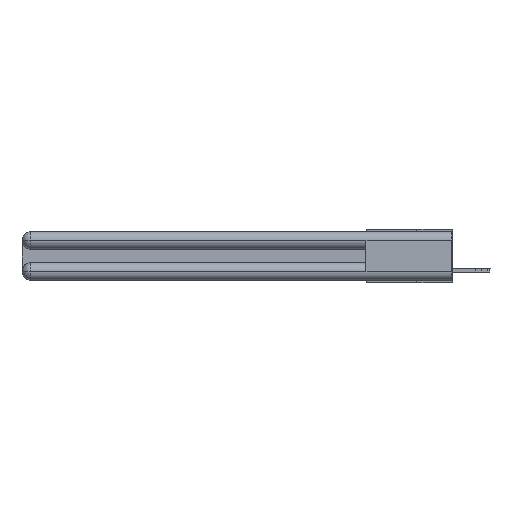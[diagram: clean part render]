
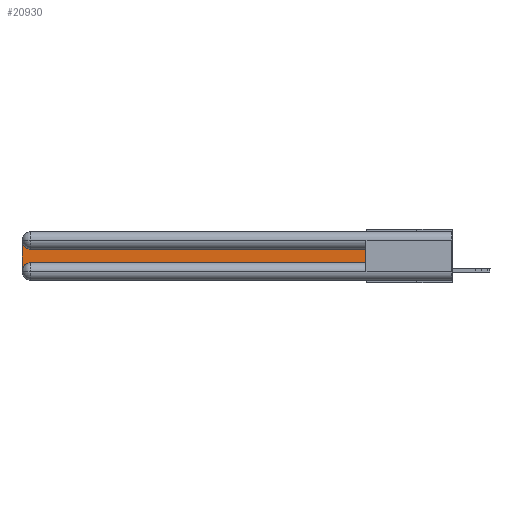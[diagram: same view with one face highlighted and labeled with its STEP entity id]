
A CAD part, left-side view. The second image highlights one B-rep face of the part: STEP entity #20930.
In plain terms, the highlighted planar face has unit normal (-1, 0, 0).
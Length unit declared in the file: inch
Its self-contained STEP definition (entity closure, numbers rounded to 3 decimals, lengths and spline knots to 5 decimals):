
#57 = DIRECTION ( 'NONE',  ( 1., 0., 0. ) ) ;
#237 = ORIENTED_EDGE ( 'NONE', *, *, #5743, .T. ) ;
#1230 = LINE ( 'NONE', #4353, #17107 ) ;
#1561 = CARTESIAN_POINT ( 'NONE',  ( 0.075, 0.6, -0.1225 ) ) ;
#2025 = VERTEX_POINT ( 'NONE', #14950 ) ;
#2400 = VERTEX_POINT ( 'NONE', #14269 ) ;
#2554 = ORIENTED_EDGE ( 'NONE', *, *, #12720, .T. ) ;
#2957 = VECTOR ( 'NONE', #11858, 39.37008 ) ;
#3085 = ORIENTED_EDGE ( 'NONE', *, *, #4054, .T. ) ;
#3145 = VERTEX_POINT ( 'NONE', #19930 ) ;
#3415 = CARTESIAN_POINT ( 'NONE',  ( 0.075, 2.94, -0.1225 ) ) ;
#3825 = CARTESIAN_POINT ( 'NONE',  ( 0.075, 3., -0.2175 ) ) ;
#4054 = EDGE_CURVE ( 'NONE', #2025, #6947, #4916, .T. ) ;
#4353 = CARTESIAN_POINT ( 'NONE',  ( 0.075, 0.6, -0.2175 ) ) ;
#4916 = CIRCLE ( 'NONE', #13016, 0.06 ) ;
#5273 = ORIENTED_EDGE ( 'NONE', *, *, #9850, .T. ) ;
#5653 = CARTESIAN_POINT ( 'NONE',  ( 0.075, 2.94, -0.2175 ) ) ;
#5687 = VECTOR ( 'NONE', #21794, 39.37008 ) ;
#5743 = EDGE_CURVE ( 'NONE', #18664, #2400, #16074, .T. ) ;
#6039 = ORIENTED_EDGE ( 'NONE', *, *, #16853, .T. ) ;
#6526 = DIRECTION ( 'NONE',  ( 0., 0., 1. ) ) ;
#6947 = VERTEX_POINT ( 'NONE', #5653 ) ;
#7738 = EDGE_LOOP ( 'NONE', ( #13550, #237, #5273, #3085, #6039, #2554 ) ) ;
#9850 = EDGE_CURVE ( 'NONE', #2400, #2025, #16948, .T. ) ;
#10435 = CARTESIAN_POINT ( 'NONE',  ( 0.075, 2.94, -0.0625 ) ) ;
#11858 = DIRECTION ( 'NONE',  ( 0., 0., -1. ) ) ;
#12720 = EDGE_CURVE ( 'NONE', #3145, #22897, #1230, .T. ) ;
#13016 = AXIS2_PLACEMENT_3D ( 'NONE', #18431, #20463, #22449 ) ;
#13550 = ORIENTED_EDGE ( 'NONE', *, *, #22689, .T. ) ;
#14269 = CARTESIAN_POINT ( 'NONE',  ( 0.075, 3., -0.0625 ) ) ;
#14296 = FACE_OUTER_BOUND ( 'NONE', #7738, .T. ) ;
#14950 = CARTESIAN_POINT ( 'NONE',  ( 0.075, 3., -0.2775 ) ) ;
#15645 = VECTOR ( 'NONE', #23878, 39.37008 ) ;
#15718 = CARTESIAN_POINT ( 'NONE',  ( 0.075, 3., -0.1225 ) ) ;
#15876 = AXIS2_PLACEMENT_3D ( 'NONE', #15718, #57, #25528 ) ;
#16074 = CIRCLE ( 'NONE', #25554, 0.06 ) ;
#16853 = EDGE_CURVE ( 'NONE', #6947, #3145, #19129, .T. ) ;
#16948 = LINE ( 'NONE', #3825, #2957 ) ;
#17107 = VECTOR ( 'NONE', #6526, 39.37008 ) ;
#17869 = LINE ( 'NONE', #21884, #5687 ) ;
#18431 = CARTESIAN_POINT ( 'NONE',  ( 0.075, 2.94, -0.2775 ) ) ;
#18451 = DIRECTION ( 'NONE',  ( 1., 0., 0. ) ) ;
#18664 = VERTEX_POINT ( 'NONE', #3415 ) ;
#19129 = LINE ( 'NONE', #19302, #15645 ) ;
#19302 = CARTESIAN_POINT ( 'NONE',  ( 0.075, 0.6, -0.2175 ) ) ;
#19930 = CARTESIAN_POINT ( 'NONE',  ( 0.075, 0.6, -0.2175 ) ) ;
#20463 = DIRECTION ( 'NONE',  ( 1., 0., 0. ) ) ;
#20930 = ADVANCED_FACE ( 'NONE', ( #14296 ), #25749, .F. ) ;
#21794 = DIRECTION ( 'NONE',  ( 0., 1., 0. ) ) ;
#21884 = CARTESIAN_POINT ( 'NONE',  ( 0.075, 0.6, -0.1225 ) ) ;
#22449 = DIRECTION ( 'NONE',  ( 0., 0., -1. ) ) ;
#22689 = EDGE_CURVE ( 'NONE', #22897, #18664, #17869, .T. ) ;
#22897 = VERTEX_POINT ( 'NONE', #1561 ) ;
#23878 = DIRECTION ( 'NONE',  ( 0., -1., 0. ) ) ;
#24391 = DIRECTION ( 'NONE',  ( 0., 0., -1. ) ) ;
#25528 = DIRECTION ( 'NONE',  ( 0., 0., -1. ) ) ;
#25554 = AXIS2_PLACEMENT_3D ( 'NONE', #10435, #18451, #24391 ) ;
#25749 = PLANE ( 'NONE',  #15876 ) ;
